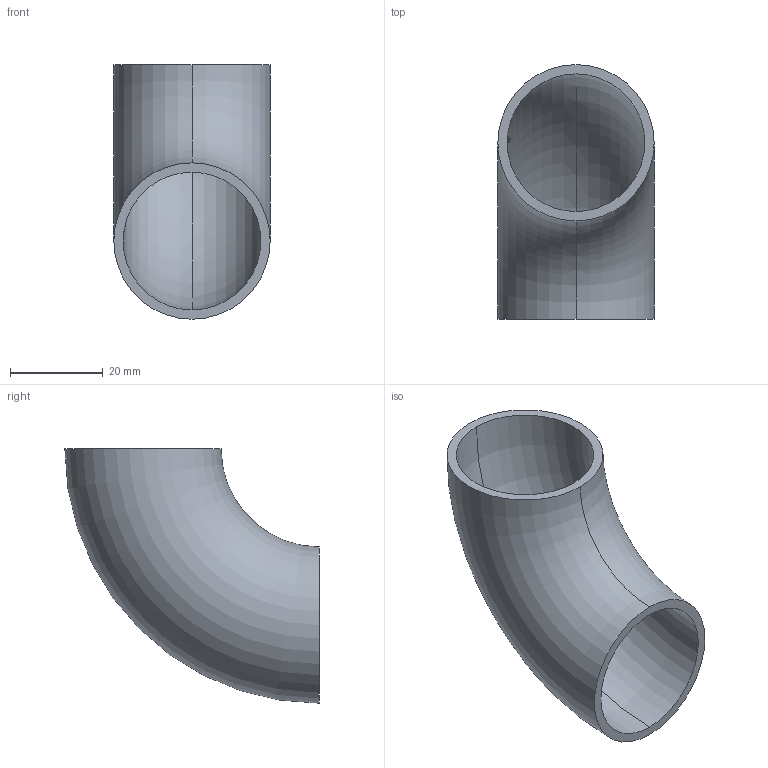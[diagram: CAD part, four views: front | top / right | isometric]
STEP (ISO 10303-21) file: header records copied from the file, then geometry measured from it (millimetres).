
FILE_DESCRIPTION (( 'STEP AP203' ), '1' );
FILE_NAME ('55189-240.step', '2018-12-17T10:21:43', ( '' ), ( '' ), 'SwSTEP 2.0', 'SolidWorks 2015', '' );
FILE_SCHEMA (( 'CONFIG_CONTROL_DESIGN' ));
Length unit declared in the file: millimetre
Products named in the file (1): 55189-240
Bounding box: 33.7 x 54.85 x 54.85 mm (x, y, z)
Volume: 11888.3 mm3; surface area: 12296.9 mm2
Topology: 1 solids, 1 shells, 234 faces, 621 edges, 414 vertices
Faces by surface type: bspline 105, plane 100, torus 29
Entity records: 11973 total; most frequent: CARTESIAN_POINT 7172, ORIENTED_EDGE 1242, EDGE_CURVE 621, DIRECTION 487, VERTEX_POINT 414, B_SPLINE_CURVE_WITH_KNOTS 406, EDGE_LOOP 261, ADVANCED_FACE 234
